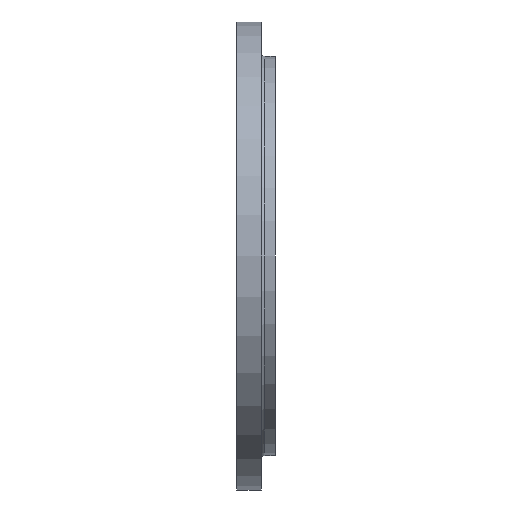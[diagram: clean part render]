
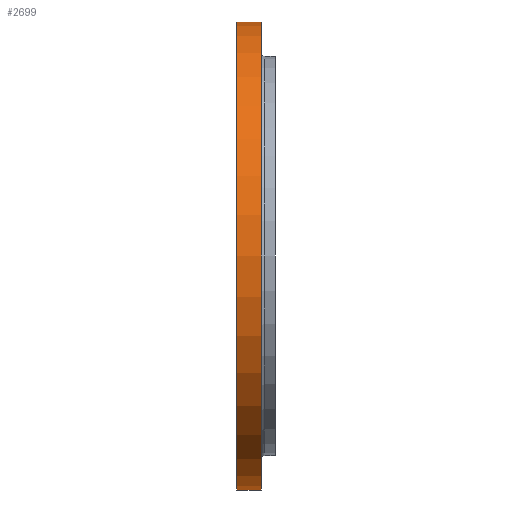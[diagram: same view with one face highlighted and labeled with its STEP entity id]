
A CAD part, front view. The second image highlights one B-rep face of the part: STEP entity #2699.
In plain terms, the highlighted cylindrical face has radius 584.2 mm (diameter 1168.4 mm), a partial arc.
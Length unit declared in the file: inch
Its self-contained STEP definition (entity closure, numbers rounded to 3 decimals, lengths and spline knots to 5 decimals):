
#101 = CARTESIAN_POINT ( 'NONE',  ( -0.13764, 0., 23. ) ) ;
#246 = EDGE_CURVE ( 'NONE', #2147, #1785, #2331, .T. ) ;
#364 = LINE ( 'NONE', #2081, #1123 ) ;
#470 = DIRECTION ( 'NONE',  ( -1., 0., 0. ) ) ;
#661 = CARTESIAN_POINT ( 'NONE',  ( 2.23736, 0., 0. ) ) ;
#673 = CARTESIAN_POINT ( 'NONE',  ( -0.13764, 0., -23. ) ) ;
#721 = CARTESIAN_POINT ( 'NONE',  ( -0.13764, 0., 0. ) ) ;
#737 = EDGE_CURVE ( 'NONE', #1785, #1141, #1948, .T. ) ;
#767 = EDGE_LOOP ( 'NONE', ( #2463, #2014, #2239, #1564 ) ) ;
#788 = DIRECTION ( 'NONE',  ( -1., 0., 0. ) ) ;
#812 = DIRECTION ( 'NONE',  ( 0., 0., 1. ) ) ;
#905 = CARTESIAN_POINT ( 'NONE',  ( 0., 0., 23. ) ) ;
#1000 = CARTESIAN_POINT ( 'NONE',  ( 2.23736, 0., 23. ) ) ;
#1007 = FACE_OUTER_BOUND ( 'NONE', #767, .T. ) ;
#1024 = AXIS2_PLACEMENT_3D ( 'NONE', #721, #1573, #1950 ) ;
#1033 = CARTESIAN_POINT ( 'NONE',  ( 0., 0., 0. ) ) ;
#1123 = VECTOR ( 'NONE', #788, 39.37008 ) ;
#1141 = VERTEX_POINT ( 'NONE', #101 ) ;
#1295 = DIRECTION ( 'NONE',  ( -1., 0., 0. ) ) ;
#1335 = CIRCLE ( 'NONE', #1024, 23. ) ;
#1442 = VECTOR ( 'NONE', #470, 39.37008 ) ;
#1564 = ORIENTED_EDGE ( 'NONE', *, *, #2453, .F. ) ;
#1573 = DIRECTION ( 'NONE',  ( -1., 0., 0. ) ) ;
#1627 = CYLINDRICAL_SURFACE ( 'NONE', #2733, 23. ) ;
#1785 = VERTEX_POINT ( 'NONE', #1000 ) ;
#1948 = LINE ( 'NONE', #905, #1442 ) ;
#1950 = DIRECTION ( 'NONE',  ( 0., 0., 1. ) ) ;
#2014 = ORIENTED_EDGE ( 'NONE', *, *, #246, .T. ) ;
#2026 = AXIS2_PLACEMENT_3D ( 'NONE', #661, #1295, #2160 ) ;
#2044 = DIRECTION ( 'NONE',  ( -1., 0., 0. ) ) ;
#2081 = CARTESIAN_POINT ( 'NONE',  ( 0., 0., -23. ) ) ;
#2128 = CARTESIAN_POINT ( 'NONE',  ( 2.23736, 0., -23. ) ) ;
#2147 = VERTEX_POINT ( 'NONE', #2128 ) ;
#2160 = DIRECTION ( 'NONE',  ( 0., 0., 1. ) ) ;
#2239 = ORIENTED_EDGE ( 'NONE', *, *, #737, .T. ) ;
#2331 = CIRCLE ( 'NONE', #2026, 23. ) ;
#2362 = VERTEX_POINT ( 'NONE', #673 ) ;
#2453 = EDGE_CURVE ( 'NONE', #2362, #1141, #1335, .T. ) ;
#2463 = ORIENTED_EDGE ( 'NONE', *, *, #2748, .F. ) ;
#2699 = ADVANCED_FACE ( 'NONE', ( #1007 ), #1627, .T. ) ;
#2733 = AXIS2_PLACEMENT_3D ( 'NONE', #1033, #2044, #812 ) ;
#2748 = EDGE_CURVE ( 'NONE', #2147, #2362, #364, .T. ) ;
